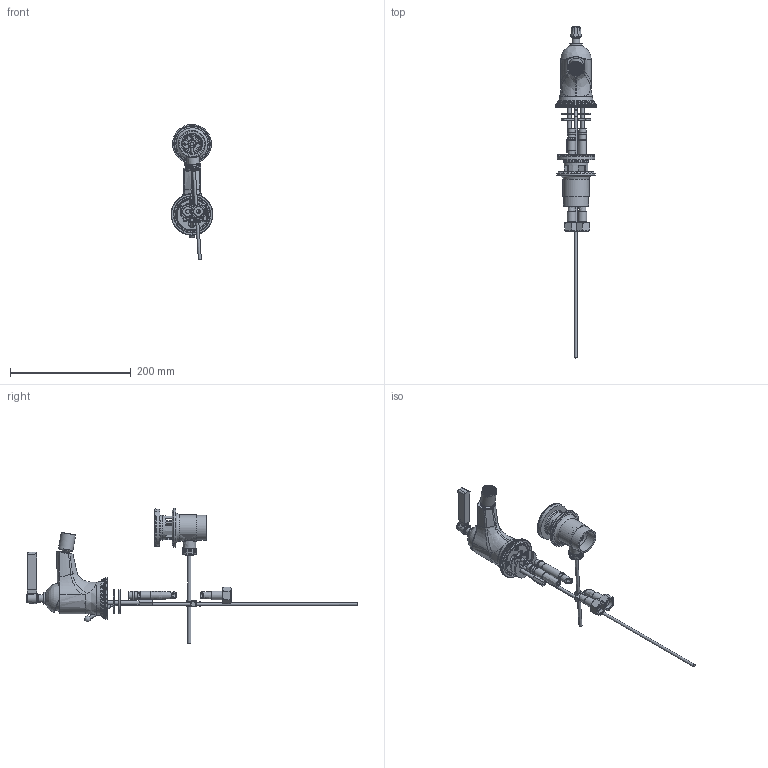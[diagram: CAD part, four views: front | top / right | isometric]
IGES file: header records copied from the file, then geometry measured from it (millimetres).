
Global section: file name: V6K19M    V6K19MB; native system: Autodesk Inventor 2014; preprocessor: unknown; author: adaniels; date: 20130806.135053; units: millimetre
Bounding box: 68.99 x 550.24 x 223.83 mm (x, y, z)
Volume: 344284 mm3; surface area: 205561.2 mm2
Topology: 52 solids, 56 shells, 3357 faces, 8817 edges, 5840 vertices
Faces by surface type: bspline 3357
